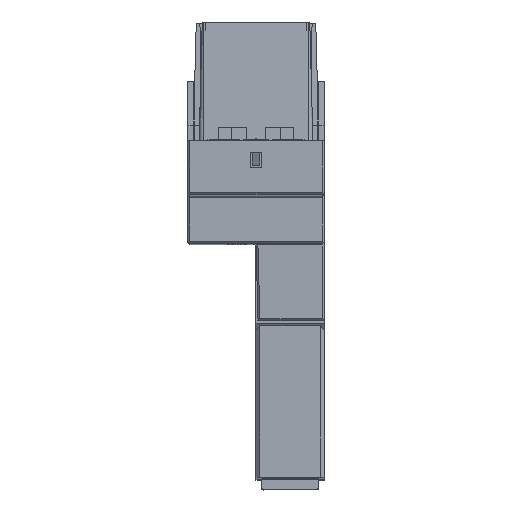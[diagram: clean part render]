
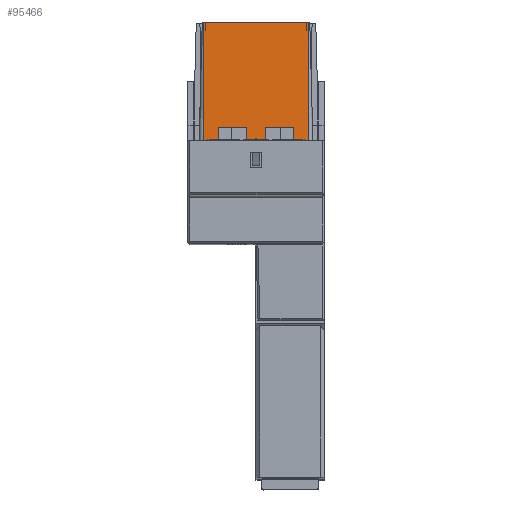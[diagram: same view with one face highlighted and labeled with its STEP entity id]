
A CAD part, top view. The second image highlights one B-rep face of the part: STEP entity #95466.
In plain terms, the highlighted face is planar.
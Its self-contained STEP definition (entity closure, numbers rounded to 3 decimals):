
#52158=DIRECTION('',(0.,0.,-1.));
#52159=VECTOR('',#52158,3.9);
#52160=CARTESIAN_POINT('',(-109.873,-27.,13.8));
#52161=LINE('',#52160,#52159);
#52165=DIRECTION('',(0.,0.,-1.));
#52166=VECTOR('',#52165,5.);
#52167=CARTESIAN_POINT('',(-109.873,-27.,2.5));
#52168=LINE('',#52167,#52166);
#52172=DIRECTION('',(0.,0.,-1.));
#52173=VECTOR('',#52172,3.9);
#52174=CARTESIAN_POINT('',(-109.873,-27.,-9.9));
#52175=LINE('',#52174,#52173);
#52894=DIRECTION('',(-0.026,1.,0.));
#52895=VECTOR('',#52894,31.411);
#52896=CARTESIAN_POINT('',(-109.05,-58.4,13.8));
#52897=LINE('',#52896,#52895);
#52980=DIRECTION('',(0.,0.,-1.));
#52981=VECTOR('',#52980,7.4);
#52982=CARTESIAN_POINT('',(-109.781,-30.5,9.9));
#52983=LINE('',#52982,#52981);
#52994=DIRECTION('',(0.026,-1.,0.));
#52995=VECTOR('',#52994,3.501);
#52996=CARTESIAN_POINT('',(-109.873,-27.,9.9));
#52997=LINE('',#52996,#52995);
#53022=DIRECTION('',(0.,0.,-1.));
#53023=VECTOR('',#53022,27.6);
#53024=CARTESIAN_POINT('',(-109.05,-58.4,13.8));
#53025=LINE('',#53024,#53023);
#53029=DIRECTION('',(0.026,-1.,0.));
#53030=VECTOR('',#53029,31.411);
#53031=CARTESIAN_POINT('',(-109.873,-27.,-13.8));
#53032=LINE('',#53031,#53030);
#56200=DIRECTION('',(-0.026,1.,0.));
#56201=VECTOR('',#56200,3.501);
#56202=CARTESIAN_POINT('',(-109.781,-30.5,-9.9));
#56203=LINE('',#56202,#56201);
#56221=DIRECTION('',(0.,0.,-1.));
#56222=VECTOR('',#56221,7.4);
#56223=CARTESIAN_POINT('',(-109.781,-30.5,-2.5));
#56224=LINE('',#56223,#56222);
#56235=DIRECTION('',(0.026,-1.,0.));
#56236=VECTOR('',#56235,3.501);
#56237=CARTESIAN_POINT('',(-109.873,-27.,-2.5));
#56238=LINE('',#56237,#56236);
#56312=DIRECTION('',(-0.026,1.,0.));
#56313=VECTOR('',#56312,3.501);
#56314=CARTESIAN_POINT('',(-109.781,-30.5,2.5));
#56315=LINE('',#56314,#56313);
#73477=CARTESIAN_POINT('',(-109.873,-27.,13.8));
#73478=VERTEX_POINT('',#73477);
#73479=CARTESIAN_POINT('',(-109.873,-27.,9.9));
#73480=VERTEX_POINT('',#73479);
#73485=CARTESIAN_POINT('',(-109.873,-27.,2.5));
#73486=VERTEX_POINT('',#73485);
#73487=CARTESIAN_POINT('',(-109.873,-27.,-2.5));
#73488=VERTEX_POINT('',#73487);
#73493=CARTESIAN_POINT('',(-109.873,-27.,-9.9));
#73494=VERTEX_POINT('',#73493);
#73495=CARTESIAN_POINT('',(-109.873,-27.,-13.8));
#73496=VERTEX_POINT('',#73495);
#73669=CARTESIAN_POINT('',(-109.05,-58.4,13.8));
#73670=VERTEX_POINT('',#73669);
#73679=CARTESIAN_POINT('',(-109.05,-58.4,-13.8));
#73680=VERTEX_POINT('',#73679);
#73689=CARTESIAN_POINT('',(-109.781,-30.5,9.9));
#73690=VERTEX_POINT('',#73689);
#73691=CARTESIAN_POINT('',(-109.781,-30.5,2.5));
#73692=VERTEX_POINT('',#73691);
#73693=CARTESIAN_POINT('',(-109.781,-30.5,-9.9));
#73694=VERTEX_POINT('',#73693);
#73695=CARTESIAN_POINT('',(-109.781,-30.5,-2.5));
#73696=VERTEX_POINT('',#73695);
#95442=CARTESIAN_POINT('',(-109.65,-35.5,15.812));
#95443=DIRECTION('',(-1.,-0.026,0.));
#95444=DIRECTION('',(0.,0.,-1.));
#95445=AXIS2_PLACEMENT_3D('',#95442,#95443,#95444);
#95446=PLANE('',#95445);
#95447=ORIENTED_EDGE('',*,*,#95296,.F.);
#95448=ORIENTED_EDGE('',*,*,#95329,.T.);
#95450=ORIENTED_EDGE('',*,*,#95449,.F.);
#95451=ORIENTED_EDGE('',*,*,#94685,.F.);
#95453=ORIENTED_EDGE('',*,*,#95452,.F.);
#95455=ORIENTED_EDGE('',*,*,#95454,.F.);
#95457=ORIENTED_EDGE('',*,*,#95456,.F.);
#95458=ORIENTED_EDGE('',*,*,#94677,.F.);
#95460=ORIENTED_EDGE('',*,*,#95459,.F.);
#95461=ORIENTED_EDGE('',*,*,#95402,.F.);
#95462=ORIENTED_EDGE('',*,*,#95422,.F.);
#95463=ORIENTED_EDGE('',*,*,#94669,.F.);
#95464=EDGE_LOOP('',(#95447,#95448,#95450,#95451,#95453,#95455,#95457,#95458,
#95460,#95461,#95462,#95463));
#95465=FACE_OUTER_BOUND('',#95464,.F.);
#94669=EDGE_CURVE('',#73478,#73480,#52161,.T.);
#94677=EDGE_CURVE('',#73486,#73488,#52168,.T.);
#94685=EDGE_CURVE('',#73494,#73496,#52175,.T.);
#95296=EDGE_CURVE('',#73670,#73478,#52897,.T.);
#95329=EDGE_CURVE('',#73670,#73680,#53025,.T.);
#95402=EDGE_CURVE('',#73690,#73692,#52983,.T.);
#95422=EDGE_CURVE('',#73480,#73690,#52997,.T.);
#95449=EDGE_CURVE('',#73496,#73680,#53032,.T.);
#95452=EDGE_CURVE('',#73694,#73494,#56203,.T.);
#95454=EDGE_CURVE('',#73696,#73694,#56224,.T.);
#95456=EDGE_CURVE('',#73488,#73696,#56238,.T.);
#95459=EDGE_CURVE('',#73692,#73486,#56315,.T.);
#95466=ADVANCED_FACE('',(#95465),#95446,.T.);
